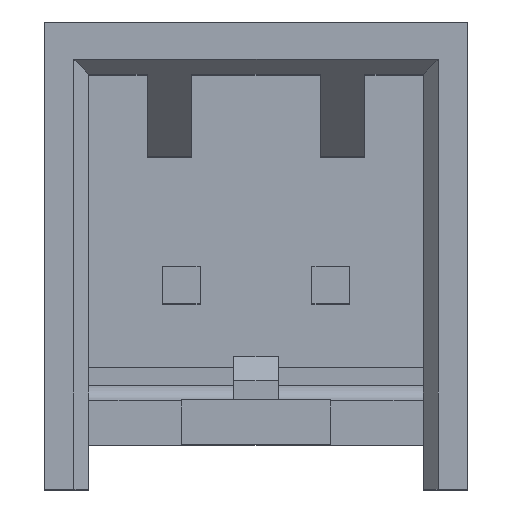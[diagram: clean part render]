
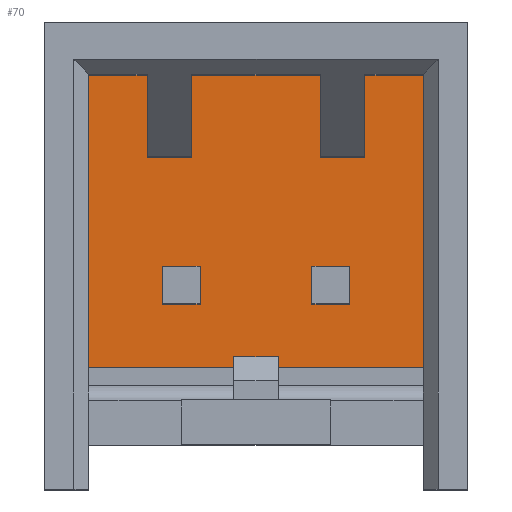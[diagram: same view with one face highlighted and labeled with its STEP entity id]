
A CAD part, top view. The second image highlights one B-rep face of the part: STEP entity #70.
In plain terms, the highlighted planar face has unit normal (0, 0, 1).
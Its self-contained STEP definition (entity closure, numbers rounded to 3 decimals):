
#70=ADVANCED_FACE('',(#175,#176,#177),#178,.T.);
#175=FACE_OUTER_BOUND('',#336,.T.);
#176=FACE_BOUND('',#337,.T.);
#177=FACE_BOUND('',#338,.T.);
#178=PLANE('',#339);
#336=EDGE_LOOP('',(#682,#683,#684,#685,#686,#687,#688,#689,#690,#691,#692,#693));
#337=EDGE_LOOP('',(#694,#695,#696,#697));
#338=EDGE_LOOP('',(#698,#699,#700,#701));
#339=AXIS2_PLACEMENT_3D('',#702,#703,#704);
#682=ORIENTED_EDGE('',*,*,#1167,.T.);
#683=ORIENTED_EDGE('',*,*,#1200,.T.);
#684=ORIENTED_EDGE('',*,*,#1198,.T.);
#685=ORIENTED_EDGE('',*,*,#1196,.T.);
#686=ORIENTED_EDGE('',*,*,#1194,.T.);
#687=ORIENTED_EDGE('',*,*,#1206,.T.);
#688=ORIENTED_EDGE('',*,*,#1207,.T.);
#689=ORIENTED_EDGE('',*,*,#1208,.T.);
#690=ORIENTED_EDGE('',*,*,#1209,.T.);
#691=ORIENTED_EDGE('',*,*,#1210,.T.);
#692=ORIENTED_EDGE('',*,*,#1211,.T.);
#693=ORIENTED_EDGE('',*,*,#1212,.T.);
#694=ORIENTED_EDGE('',*,*,#1213,.T.);
#695=ORIENTED_EDGE('',*,*,#1214,.F.);
#696=ORIENTED_EDGE('',*,*,#1215,.F.);
#697=ORIENTED_EDGE('',*,*,#1216,.T.);
#698=ORIENTED_EDGE('',*,*,#1217,.T.);
#699=ORIENTED_EDGE('',*,*,#1218,.F.);
#700=ORIENTED_EDGE('',*,*,#1219,.F.);
#701=ORIENTED_EDGE('',*,*,#1220,.T.);
#702=CARTESIAN_POINT('',(0.0,0.0,-7.823));
#703=DIRECTION('',(0.0,0.0,1.0));
#704=DIRECTION('',(1.0,0.0,0.0));
#1167=EDGE_CURVE('',#1431,#1429,#1432,.T.);
#1194=EDGE_CURVE('',#1479,#1477,#1480,.T.);
#1196=EDGE_CURVE('',#1482,#1479,#1483,.T.);
#1198=EDGE_CURVE('',#1485,#1482,#1486,.T.);
#1200=EDGE_CURVE('',#1429,#1485,#1488,.T.);
#1206=EDGE_CURVE('',#1477,#1497,#1498,.T.);
#1207=EDGE_CURVE('',#1497,#1499,#1500,.T.);
#1208=EDGE_CURVE('',#1499,#1501,#1502,.T.);
#1209=EDGE_CURVE('',#1501,#1503,#1504,.T.);
#1210=EDGE_CURVE('',#1503,#1505,#1506,.T.);
#1211=EDGE_CURVE('',#1505,#1507,#1508,.T.);
#1212=EDGE_CURVE('',#1507,#1431,#1509,.T.);
#1213=EDGE_CURVE('',#1510,#1511,#1512,.T.);
#1214=EDGE_CURVE('',#1513,#1511,#1514,.T.);
#1215=EDGE_CURVE('',#1515,#1513,#1516,.T.);
#1216=EDGE_CURVE('',#1515,#1510,#1517,.T.);
#1217=EDGE_CURVE('',#1518,#1519,#1520,.T.);
#1218=EDGE_CURVE('',#1521,#1519,#1522,.T.);
#1219=EDGE_CURVE('',#1523,#1521,#1524,.T.);
#1220=EDGE_CURVE('',#1523,#1518,#1525,.T.);
#1429=VERTEX_POINT('',#1843);
#1431=VERTEX_POINT('',#1846);
#1432=LINE('',#1847,#1848);
#1477=VERTEX_POINT('',#1917);
#1479=VERTEX_POINT('',#1920);
#1480=LINE('',#1921,#1922);
#1482=VERTEX_POINT('',#1925);
#1483=LINE('',#1926,#1927);
#1485=VERTEX_POINT('',#1930);
#1486=LINE('',#1931,#1932);
#1488=LINE('',#1935,#1936);
#1497=VERTEX_POINT('',#1950);
#1498=LINE('',#1951,#1952);
#1499=VERTEX_POINT('',#1953);
#1500=LINE('',#1954,#1955);
#1501=VERTEX_POINT('',#1956);
#1502=LINE('',#1957,#1958);
#1503=VERTEX_POINT('',#1959);
#1504=LINE('',#1960,#1961);
#1505=VERTEX_POINT('',#1962);
#1506=LINE('',#1963,#1964);
#1507=VERTEX_POINT('',#1965);
#1508=LINE('',#1966,#1967);
#1509=LINE('',#1968,#1969);
#1510=VERTEX_POINT('',#1970);
#1511=VERTEX_POINT('',#1971);
#1512=LINE('',#1972,#1973);
#1513=VERTEX_POINT('',#1974);
#1514=LINE('',#1975,#1976);
#1515=VERTEX_POINT('',#1977);
#1516=LINE('',#1978,#1979);
#1517=LINE('',#1980,#1981);
#1518=VERTEX_POINT('',#1982);
#1519=VERTEX_POINT('',#1983);
#1520=LINE('',#1984,#1985);
#1521=VERTEX_POINT('',#1986);
#1522=LINE('',#1987,#1988);
#1523=VERTEX_POINT('',#1989);
#1524=LINE('',#1990,#1991);
#1525=LINE('',#1992,#1993);
#1843=CARTESIAN_POINT('',(2.845,3.086,-7.823));
#1846=CARTESIAN_POINT('',(2.845,-1.892,-7.823));
#1847=CARTESIAN_POINT('',(2.845,-1.892,-7.823));
#1848=VECTOR('',#2277,4.978);
#1917=CARTESIAN_POINT('',(1.092,3.086,-7.823));
#1920=CARTESIAN_POINT('',(1.092,1.689,-7.823));
#1921=CARTESIAN_POINT('',(1.092,1.689,-7.823));
#1922=VECTOR('',#2306,1.397);
#1925=CARTESIAN_POINT('',(1.854,1.689,-7.823));
#1926=CARTESIAN_POINT('',(1.854,1.689,-7.823));
#1927=VECTOR('',#2308,0.762);
#1930=CARTESIAN_POINT('',(1.854,3.086,-7.823));
#1931=CARTESIAN_POINT('',(1.854,3.086,-7.823));
#1932=VECTOR('',#2310,1.397);
#1935=CARTESIAN_POINT('',(2.845,3.086,-7.823));
#1936=VECTOR('',#2312,0.991);
#1950=CARTESIAN_POINT('',(-1.092,3.086,-7.823));
#1951=CARTESIAN_POINT('',(1.092,3.086,-7.823));
#1952=VECTOR('',#2318,2.184);
#1953=CARTESIAN_POINT('',(-1.092,1.689,-7.823));
#1954=CARTESIAN_POINT('',(-1.092,3.086,-7.823));
#1955=VECTOR('',#2319,1.397);
#1956=CARTESIAN_POINT('',(-1.854,1.689,-7.823));
#1957=CARTESIAN_POINT('',(-1.092,1.689,-7.823));
#1958=VECTOR('',#2320,0.762);
#1959=CARTESIAN_POINT('',(-1.854,3.086,-7.823));
#1960=CARTESIAN_POINT('',(-1.854,1.689,-7.823));
#1961=VECTOR('',#2321,1.397);
#1962=CARTESIAN_POINT('',(-2.845,3.086,-7.823));
#1963=CARTESIAN_POINT('',(-1.854,3.086,-7.823));
#1964=VECTOR('',#2322,0.991);
#1965=CARTESIAN_POINT('',(-2.845,-1.892,-7.823));
#1966=CARTESIAN_POINT('',(-2.845,3.086,-7.823));
#1967=VECTOR('',#2323,4.978);
#1968=CARTESIAN_POINT('',(-2.845,-1.892,-7.823));
#1969=VECTOR('',#2324,5.69);
#1970=CARTESIAN_POINT('',(-0.953,-0.813,-7.823));
#1971=CARTESIAN_POINT('',(-1.588,-0.813,-7.823));
#1972=CARTESIAN_POINT('',(-0.953,-0.813,-7.823));
#1973=VECTOR('',#2325,0.635);
#1974=CARTESIAN_POINT('',(-1.588,-0.178,-7.823));
#1975=CARTESIAN_POINT('',(-1.588,-0.178,-7.823));
#1976=VECTOR('',#2326,0.635);
#1977=CARTESIAN_POINT('',(-0.953,-0.178,-7.823));
#1978=CARTESIAN_POINT('',(-0.953,-0.178,-7.823));
#1979=VECTOR('',#2327,0.635);
#1980=CARTESIAN_POINT('',(-0.953,-0.178,-7.823));
#1981=VECTOR('',#2328,0.635);
#1982=CARTESIAN_POINT('',(1.588,-0.813,-7.823));
#1983=CARTESIAN_POINT('',(0.953,-0.813,-7.823));
#1984=CARTESIAN_POINT('',(1.588,-0.813,-7.823));
#1985=VECTOR('',#2329,0.635);
#1986=CARTESIAN_POINT('',(0.953,-0.178,-7.823));
#1987=CARTESIAN_POINT('',(0.953,-0.178,-7.823));
#1988=VECTOR('',#2330,0.635);
#1989=CARTESIAN_POINT('',(1.588,-0.178,-7.823));
#1990=CARTESIAN_POINT('',(1.588,-0.178,-7.823));
#1991=VECTOR('',#2331,0.635);
#1992=CARTESIAN_POINT('',(1.588,-0.178,-7.823));
#1993=VECTOR('',#2332,0.635);
#2277=DIRECTION('',(0.0,1.0,0.0));
#2306=DIRECTION('',(0.0,1.0,0.0));
#2308=DIRECTION('',(-1.0,0.0,0.0));
#2310=DIRECTION('',(0.0,-1.0,0.0));
#2312=DIRECTION('',(-1.0,0.0,0.0));
#2318=DIRECTION('',(-1.0,0.0,0.0));
#2319=DIRECTION('',(0.0,-1.0,0.0));
#2320=DIRECTION('',(-1.0,0.0,0.0));
#2321=DIRECTION('',(0.0,1.0,0.0));
#2322=DIRECTION('',(-1.0,0.0,0.0));
#2323=DIRECTION('',(0.0,-1.0,0.0));
#2324=DIRECTION('',(1.0,0.0,0.0));
#2325=DIRECTION('',(-1.0,0.0,0.0));
#2326=DIRECTION('',(0.0,-1.0,0.0));
#2327=DIRECTION('',(-1.0,0.0,0.0));
#2328=DIRECTION('',(0.0,-1.0,0.0));
#2329=DIRECTION('',(-1.0,0.0,0.0));
#2330=DIRECTION('',(0.0,-1.0,0.0));
#2331=DIRECTION('',(-1.0,0.0,0.0));
#2332=DIRECTION('',(0.0,-1.0,0.0));
